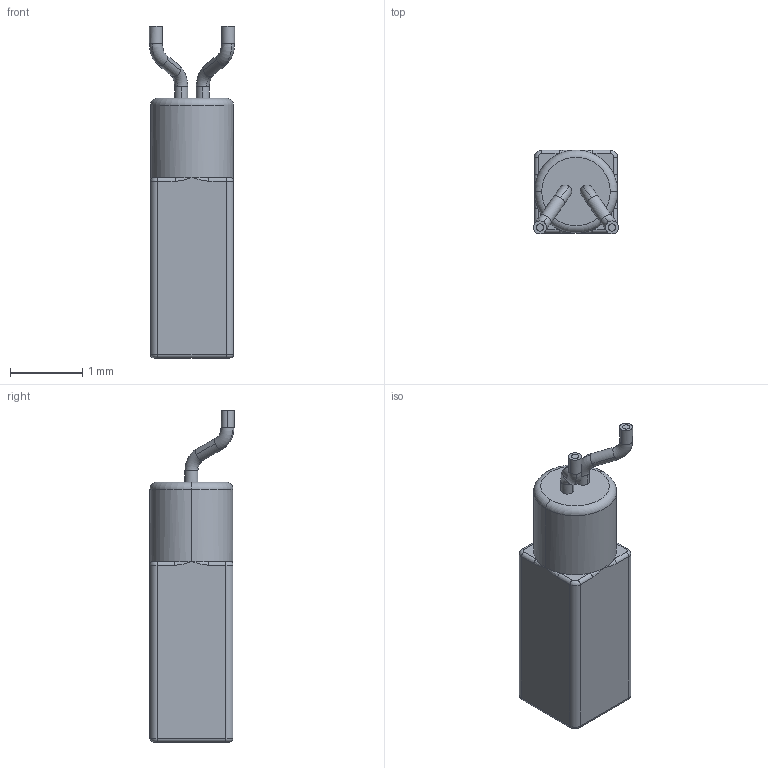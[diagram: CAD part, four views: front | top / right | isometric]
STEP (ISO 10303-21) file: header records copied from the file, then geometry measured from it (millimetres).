
FILE_DESCRIPTION (( 'STEP AP214' ), '1' );
FILE_NAME ('User Library-Crystal-1.STEP', '2013-03-20T04:46:14', ( 'Windows User' ), ( '' ), 'SwSTEP 2.0', 'SolidWorks 2013', '' );
FILE_SCHEMA (( 'AUTOMOTIVE_DESIGN' ));
Length unit declared in the file: millimetre
Products named in the file (1): User Library-Crystal-1
Bounding box: 1.18 x 1.16 x 4.6 mm (x, y, z)
Volume: 4.5 mm3; surface area: 20.5 mm2
Topology: 3 solids, 3 shells, 114 faces, 288 edges, 176 vertices
Faces by surface type: cylinder 54, torus 34, plane 18, bspline 8
Entity records: 3878 total; most frequent: CARTESIAN_POINT 731, DIRECTION 688, ORIENTED_EDGE 560, AXIS2_PLACEMENT_3D 309, EDGE_CURVE 280, CIRCLE 202, VERTEX_POINT 176, EDGE_LOOP 118
